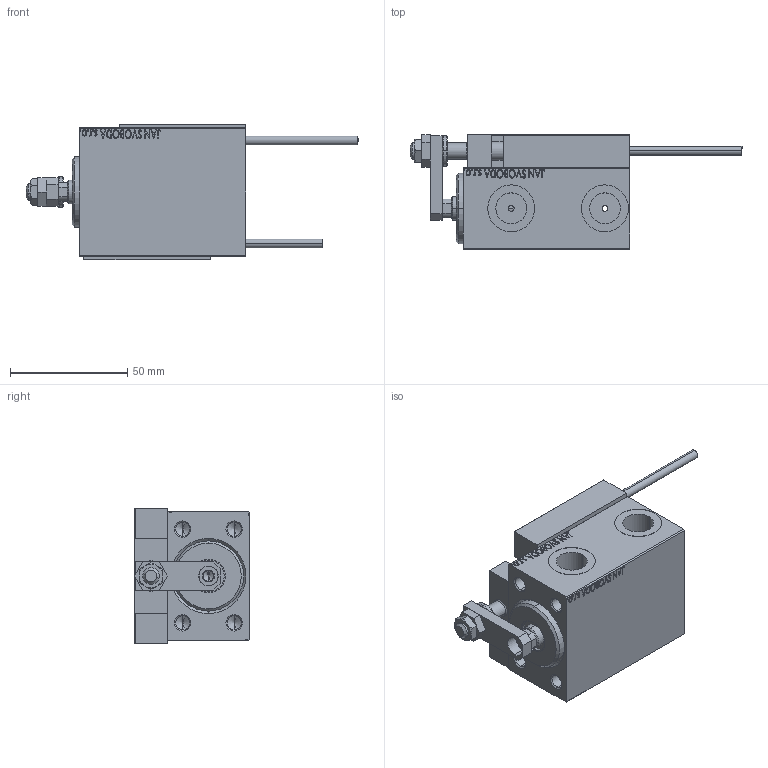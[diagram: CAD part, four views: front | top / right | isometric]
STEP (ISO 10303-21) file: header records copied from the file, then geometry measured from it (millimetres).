
FILE_DESCRIPTION (( 'STEP AP203' ), '1' );
FILE_NAME ('10d0.STEP', '2022-04-17T12:52:12', ( '' ), ( '' ), 'SwSTEP 2.0', 'SolidWorks 2019', '' );
FILE_SCHEMA (( 'CONFIG_CONTROL_DESIGN' ));
Length unit declared in the file: millimetre
Products named in the file (16): SWITCH X 2a148730e35cbcdbe0ed71d695e904c1; 10d0; SWITCH_X_FRONT_BACK 2a148730e35cbcdbe0ed71d695e904c1; V450CM_B_VCP 2a148730e35cbcdbe0ed71d695e904c1; TYC_L79 2a148730e35cbcdbe0ed71d695e904c1; MAGNET 2a148730e35cbcdbe0ed71d695e904c1; ALLEN BOLT D5 2a148730e35cbcdbe0ed71d695e904c1; NUT_D10 2a148730e35cbcdbe0ed71d695e904c1; KONCOVKA 2a148730e35cbcdbe0ed71d695e904c1; V450CM_B_Body 2a148730e35cbcdbe0ed71d695e904c1; NUT_D12 2a148730e35cbcdbe0ed71d695e904c1; Block 2a148730e35cbcdbe0ed71d695e904c1; SWITCH DIM B,W 2a148730e35cbcdbe0ed71d695e904c1; V450CM_VC_B 2a148730e35cbcdbe0ed71d695e904c1; ALLEN BOLT D8 2a148730e35cbcdbe0ed71d695e904c1; ZARAZKA 2a148730e35cbcdbe0ed71d695e904c1
Assembly tree (25 placements, depth 3):
  10d0
    V450CM_B_Body 2a148730e35cbcdbe0ed71d695e904c1
    V450CM_B_VCP 2a148730e35cbcdbe0ed71d695e904c1
    SWITCH X 2a148730e35cbcdbe0ed71d695e904c1
      SWITCH_X_FRONT_BACK 2a148730e35cbcdbe0ed71d695e904c1  x2
      TYC_L79 2a148730e35cbcdbe0ed71d695e904c1
      Block 2a148730e35cbcdbe0ed71d695e904c1  x2
      ALLEN BOLT D5 2a148730e35cbcdbe0ed71d695e904c1  x4
      ALLEN BOLT D8 2a148730e35cbcdbe0ed71d695e904c1  x4
      MAGNET 2a148730e35cbcdbe0ed71d695e904c1  x2
      KONCOVKA 2a148730e35cbcdbe0ed71d695e904c1  x2
    NUT_D10 2a148730e35cbcdbe0ed71d695e904c1
    NUT_D12 2a148730e35cbcdbe0ed71d695e904c1
    SWITCH DIM B,W 2a148730e35cbcdbe0ed71d695e904c1
    ZARAZKA 2a148730e35cbcdbe0ed71d695e904c1
    V450CM_VC_B 2a148730e35cbcdbe0ed71d695e904c1
Bounding box: 141.7 x 49 x 58 mm (x, y, z)
Volume: 168152.8 mm3; surface area: 50205.7 mm2
Topology: 24 solids, 24 shells, 1332 faces, 3184 edges, 2018 vertices
Faces by surface type: plane 565, bspline 380, cylinder 194, cone 145, torus 44, sphere 4
Entity records: 51679 total; most frequent: CARTESIAN_POINT 26284, ORIENTED_EDGE 5356, DIRECTION 3683, EDGE_CURVE 2678, VERTEX_POINT 1742, VECTOR 1537, LINE 1537, EDGE_LOOP 1244
